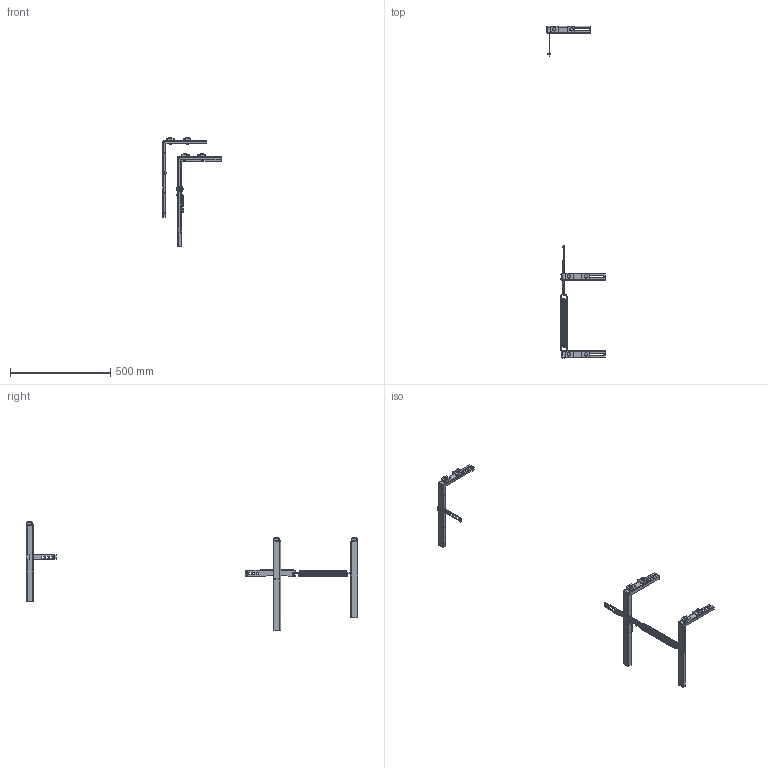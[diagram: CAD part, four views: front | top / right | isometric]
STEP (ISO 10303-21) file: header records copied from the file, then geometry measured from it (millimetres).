
FILE_DESCRIPTION (( 'STEP AP214' ), '1' );
FILE_NAME ('LIMAX S-RMS2.STEP', '2023-11-28T10:47:44', ( '' ), ( '' ), 'SwSTEP 2.0', 'SolidWorks 2023', '' );
FILE_SCHEMA (( 'AUTOMOTIVE_DESIGN' ));
Length unit declared in the file: millimetre
Products named in the file (7): BG unten Mu LIMAX S-RMS2; LIMAX S-RMS2; BG unten LIMAX S-RMS2; BG oben LIMAX S-RMS2; BG unten^LIMAX S-RMS2; BG oben Mu LIMAX S-RMS2; BG oben^LIMAX S-RMS2
Assembly tree (6 placements, depth 3):
  LIMAX S-RMS2
    BG oben^LIMAX S-RMS2
      BG oben LIMAX S-RMS2
      BG oben Mu LIMAX S-RMS2
    BG unten^LIMAX S-RMS2
      BG unten Mu LIMAX S-RMS2
      BG unten LIMAX S-RMS2
Bounding box: 293.87 x 1653.99 x 543.84 mm (x, y, z)
Volume: 436933 mm3; surface area: 370925.3 mm2
Topology: 38 solids, 38 shells, 2571 faces, 6604 edges, 4111 vertices
Faces by surface type: plane 1363, cylinder 505, bspline 426, cone 164, torus 87, sphere 26
Full cylindrical faces by diameter (mm): 1.7 x1, 2.15 x2, 3 x4, 3.25 x2, 3.57 x2, 3.95 x2, 4 x3, 4.3 x2, 5.85 x1, 6 x1, 8 x2, 8.5 x6, 8.8 x1, 9 x3, 10 x12, 10.2 x6, 11 x3, 11.5 x6, 12 x1, 13 x1, 14 x1, 14.5 x1, 15 x1, 16 x6, 18.38 x1, 20 x1, 22 x7, 22.3 x1, 25 x1
Entity records: 135852 total; most frequent: CARTESIAN_POINT 76916, ORIENTED_EDGE 12714, DIRECTION 10790, EDGE_CURVE 6357, VERTEX_POINT 4074, VECTOR 3830, LINE 3830, AXIS2_PLACEMENT_3D 3480
